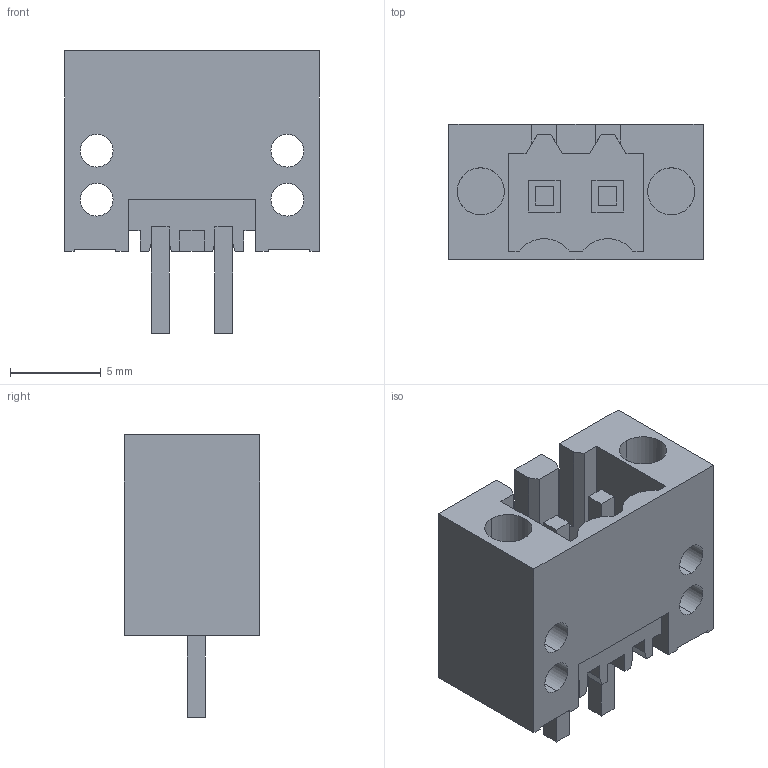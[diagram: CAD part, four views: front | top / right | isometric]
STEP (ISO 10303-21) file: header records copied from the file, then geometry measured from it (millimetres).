
FILE_DESCRIPTION(('CATIA V5 STEP Exchange','CAx-IF Rec.Pracs.--- Model Styling and Organization---1.2---2011-12-15'),'2;1');
FILE_NAME ('D1453578_0_1616140000_1616140000.stp','2018-03-13T08:16:01+00:00',('none'),('Weidmueller'),'CATIA Version 5-6 Release 2014','CATIA V5 STEP AP214','none');
FILE_SCHEMA(('AUTOMOTIVE_DESIGN { 1 0 10303 214 1 1 1 1 }'));
Length unit declared in the file: millimetre
Products named in the file (1): 1616140000
Bounding box: 14 x 7.45 x 15.55 mm (x, y, z)
Volume: 587.4 mm3; surface area: 1458.2 mm2
Topology: 3 solids, 3 shells, 212 faces, 588 edges, 388 vertices
Faces by surface type: plane 188, cylinder 24
Entity records: 6697 total; most frequent: CARTESIAN_POINT 1193, ORIENTED_EDGE 1168, DIRECTION 926, EDGE_CURVE 584, VECTOR 536, LINE 536, VERTEX_POINT 386, EDGE_LOOP 238
